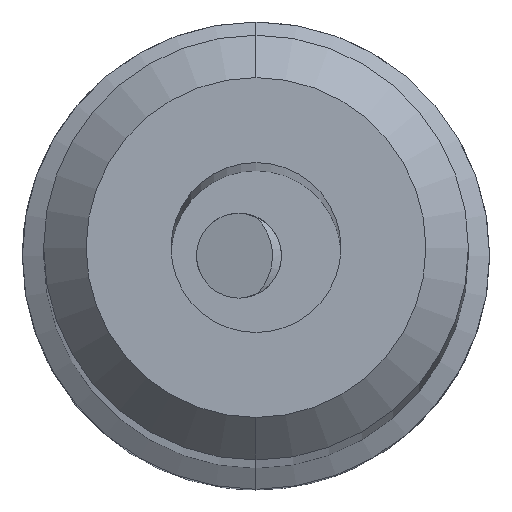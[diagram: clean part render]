
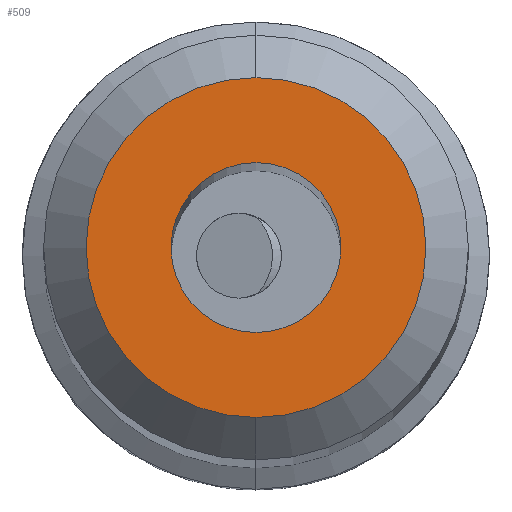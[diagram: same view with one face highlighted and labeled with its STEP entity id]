
A CAD part, top view. The second image highlights one B-rep face of the part: STEP entity #509.
In plain terms, the highlighted planar face has unit normal (0, 0, 1).
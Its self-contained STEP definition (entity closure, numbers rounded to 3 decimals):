
#379=EDGE_CURVE('NONE',#387,#909,#1078,.T.);
#387=VERTEX_POINT('NONE',#1087);
#401=EDGE_CURVE('NONE',#893,#669,#1103,.T.);
#509=ADVANCED_FACE('NONE',(#1227,#1228),#1229,.F.);
#669=VERTEX_POINT('NONE',#1408);
#787=EDGE_CURVE('NONE',#669,#893,#1535,.T.);
#815=EDGE_CURVE('NONE',#909,#387,#1566,.T.);
#893=VERTEX_POINT('NONE',#1652);
#909=VERTEX_POINT('NONE',#1670);
#1078=CIRCLE('',#1852,2.);
#1087=CARTESIAN_POINT('',(0.0,2.,119.816));
#1103=CIRCLE('',#1892,4.);
#1227=FACE_OUTER_BOUND('',#2090,.T.);
#1228=FACE_BOUND('',#2091,.T.);
#1229=PLANE('',#2092);
#1408=CARTESIAN_POINT('',(0.,4.,119.816));
#1535=CIRCLE('',#2605,4.);
#1566=CIRCLE('',#2659,2.);
#1652=CARTESIAN_POINT('',(0.0,-4.,119.816));
#1670=CARTESIAN_POINT('',(0.,-2.,119.816));
#1852=AXIS2_PLACEMENT_3D('',#3124,#3125,#3126);
#1892=AXIS2_PLACEMENT_3D('',#3159,#3160,#3161);
#2090=EDGE_LOOP('',(#3305,#3306));
#2091=EDGE_LOOP('',(#3307,#3308));
#2092=AXIS2_PLACEMENT_3D('',#3309,#3310,#3311);
#2605=AXIS2_PLACEMENT_3D('',#3631,#3632,#3633);
#2659=AXIS2_PLACEMENT_3D('',#3674,#3675,#3676);
#3124=CARTESIAN_POINT('',(0.0,0.0,119.816));
#3125=DIRECTION('',(0.0,0.0,1.0));
#3126=DIRECTION('',(-1.0,0.0,0.0));
#3159=CARTESIAN_POINT('',(0.0,0.0,119.816));
#3160=DIRECTION('',(0.0,0.0,1.0));
#3161=DIRECTION('',(-1.0,0.0,0.0));
#3305=ORIENTED_EDGE('',*,*,#401,.T.);
#3306=ORIENTED_EDGE('',*,*,#787,.T.);
#3307=ORIENTED_EDGE('',*,*,#379,.F.);
#3308=ORIENTED_EDGE('',*,*,#815,.F.);
#3309=CARTESIAN_POINT('',(0.,0.0,119.816));
#3310=DIRECTION('',(0.,0.,-1.0));
#3311=DIRECTION('',(-1.0,0.,0.0));
#3631=CARTESIAN_POINT('',(0.0,0.0,119.816));
#3632=DIRECTION('',(0.0,0.0,1.0));
#3633=DIRECTION('',(-1.0,0.0,0.0));
#3674=CARTESIAN_POINT('',(0.0,0.0,119.816));
#3675=DIRECTION('',(0.0,0.0,1.0));
#3676=DIRECTION('',(-1.0,0.0,0.0));
